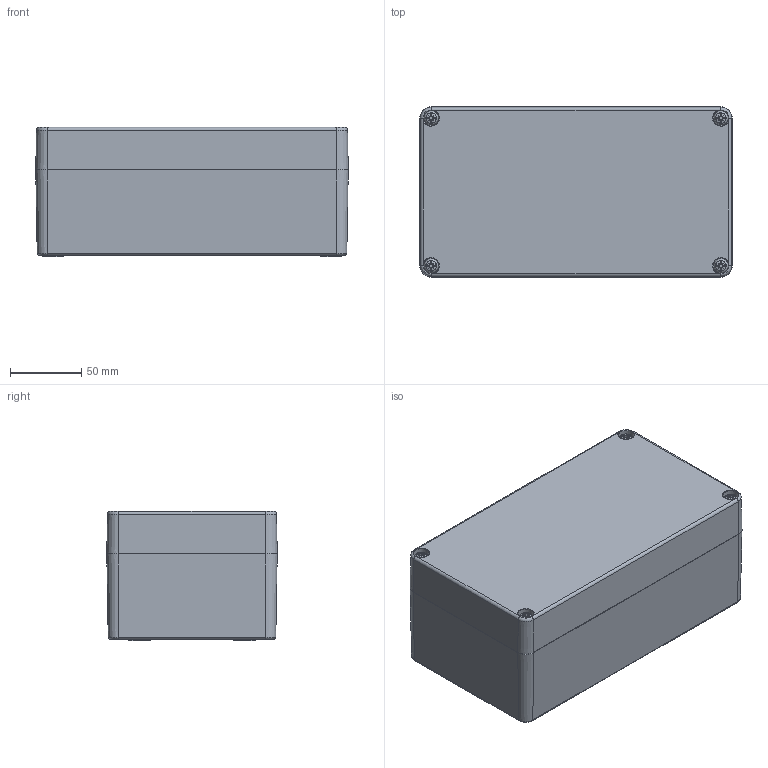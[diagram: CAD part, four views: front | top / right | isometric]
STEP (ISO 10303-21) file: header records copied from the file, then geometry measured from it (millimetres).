
FILE_DESCRIPTION((''),'2;1');
FILE_NAME('0101102300-MBA_221290_VE.stp','2014-10-20T09:49:27',('robin.rentz'),(''),'Autodesk Inventor 2012','Autodesk Inventor 2012','');
FILE_SCHEMA(('CONFIG_CONTROL_DESIGN'));
Length unit declared in the file: millimetre
Products named in the file (5): 0101102300-MBA_221290_VE; 0100102202-UT_221280-221290_VE; 0100102301-OT_221290_VE; Schraube BM 6x35/10; xxx-O-Ring-MBA_221290
Assembly tree (7 placements, depth 2):
  0101102300-MBA_221290_VE
    0100102202-UT_221280-221290_VE
    0100102301-OT_221290_VE
    Schraube BM 6x35/10  x4
    xxx-O-Ring-MBA_221290
Bounding box: 220 x 120 x 91 mm (x, y, z)
Volume: 540949.5 mm3; surface area: 245992.6 mm2
Topology: 7 solids, 7 shells, 1534 faces, 3873 edges, 2462 vertices
Faces by surface type: plane 589, bspline 498, cylinder 204, cone 124, torus 114, sphere 5
Full cylindrical faces by diameter (mm): 4.917 x11, 5 x4, 6 x4, 7.2 x5, 7.5 x8, 8 x5, 8.5 x4, 10 x4, 10.2 x4, 11 x4, 12 x2
Entity records: 63249 total; most frequent: CARTESIAN_POINT 32544, ORIENTED_EDGE 6886, DIRECTION 5001, EDGE_CURVE 3443, VERTEX_POINT 2244, VECTOR 1789, LINE 1789, EDGE_LOOP 1635
